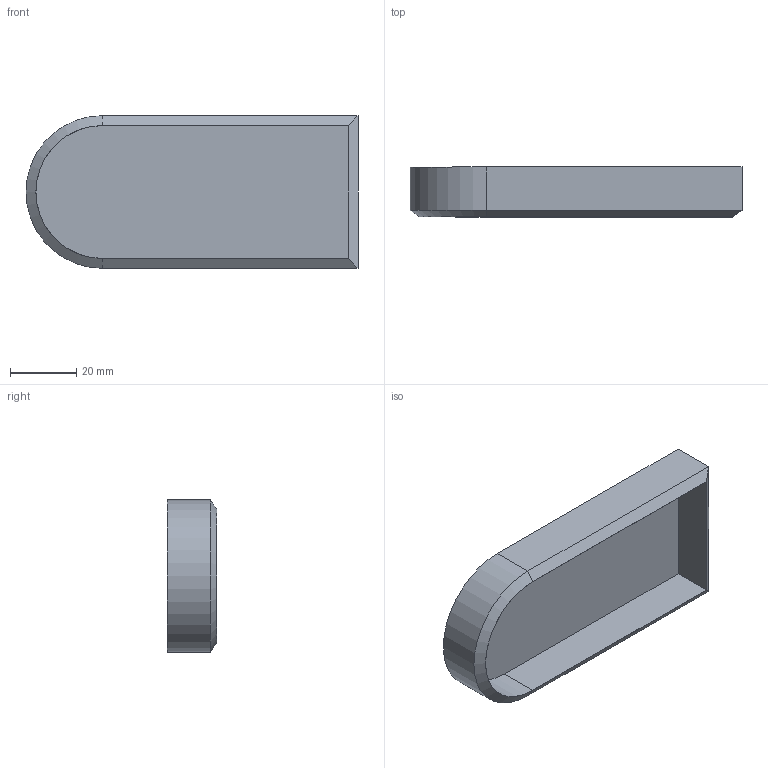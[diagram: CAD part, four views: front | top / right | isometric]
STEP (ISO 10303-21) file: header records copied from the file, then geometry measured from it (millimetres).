
FILE_DESCRIPTION (( 'STEP AP203' ), '1' );
FILE_NAME ('0.4_cover_Default_sldprt.STEP', '2024-10-13T13:50:55', ( '' ), ( '' ), 'SwSTEP 2.0', 'SolidWorks 2024', '' );
FILE_SCHEMA (( 'CONFIG_CONTROL_DESIGN' ));
Length unit declared in the file: millimetre
Products named in the file (1): 0.4_cover_Default_sldprt
Bounding box: 100.04 x 15 x 46 mm (x, y, z)
Volume: 21756.3 mm3; surface area: 15461 mm2
Topology: 1 solids, 1 shells, 15 faces, 32 edges, 20 vertices
Faces by surface type: plane 12, cylinder 2, cone 1
Entity records: 476 total; most frequent: DIRECTION 69, CARTESIAN_POINT 68, ORIENTED_EDGE 64, EDGE_CURVE 32, LINE 27, VECTOR 27, AXIS2_PLACEMENT_3D 21, VERTEX_POINT 20
